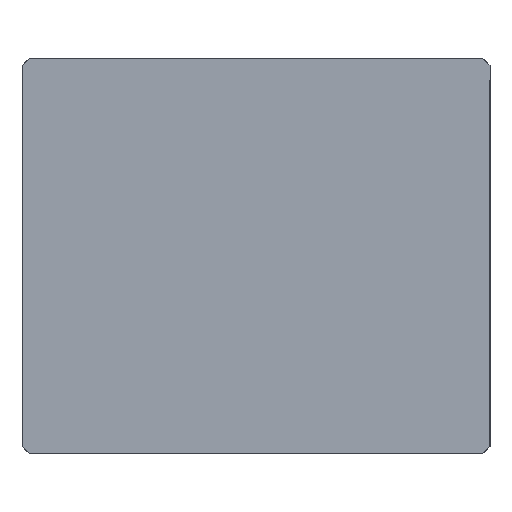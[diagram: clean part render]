
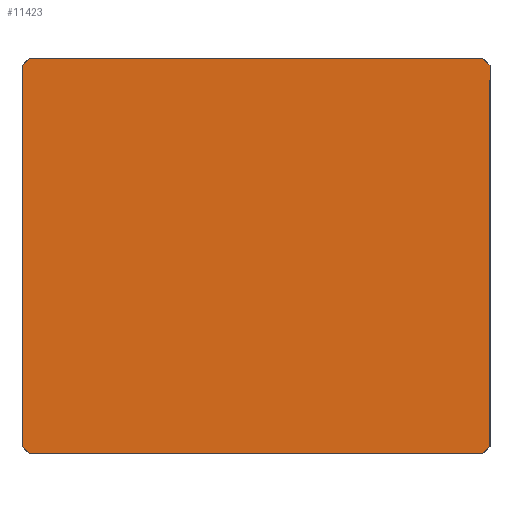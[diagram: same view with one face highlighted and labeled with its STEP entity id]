
A CAD part, front view. The second image highlights one B-rep face of the part: STEP entity #11423.
In plain terms, the highlighted planar face has unit normal (0, -1, 0).
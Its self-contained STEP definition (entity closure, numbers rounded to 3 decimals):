
#1762=FACE_OUTER_BOUND('',#2443,.T.);
#2443=EDGE_LOOP('',(#10527,#10528,#10529,#10530,#10531,#10532,#10533,#10534));
#3339=LINE('',#22301,#4310);
#3360=LINE('',#22351,#4331);
#3362=LINE('',#22355,#4333);
#3365=LINE('',#22361,#4336);
#3368=LINE('',#22366,#4339);
#3370=LINE('',#22370,#4341);
#3371=LINE('',#22372,#4342);
#3414=LINE('',#22511,#4385);
#4310=VECTOR('',#13144,10.);
#4331=VECTOR('',#13177,10.);
#4333=VECTOR('',#13181,10.);
#4336=VECTOR('',#13186,10.);
#4339=VECTOR('',#13191,10.);
#4341=VECTOR('',#13195,10.);
#4342=VECTOR('',#13198,10.);
#4385=VECTOR('',#13361,10.);
#5438=VERTEX_POINT('',#22298);
#5439=VERTEX_POINT('',#22300);
#5462=VERTEX_POINT('',#22350);
#5463=VERTEX_POINT('',#22354);
#5464=VERTEX_POINT('',#22358);
#5465=VERTEX_POINT('',#22360);
#5466=VERTEX_POINT('',#22364);
#5467=VERTEX_POINT('',#22368);
#7081=EDGE_CURVE('',#5438,#5439,#3339,.T.);
#7106=EDGE_CURVE('',#5462,#5439,#3360,.T.);
#7108=EDGE_CURVE('',#5462,#5463,#3362,.T.);
#7111=EDGE_CURVE('',#5464,#5465,#3365,.T.);
#7114=EDGE_CURVE('',#5464,#5466,#3368,.T.);
#7116=EDGE_CURVE('',#5467,#5466,#3370,.T.);
#7117=EDGE_CURVE('',#5467,#5463,#3371,.T.);
#7180=EDGE_CURVE('',#5438,#5465,#3414,.T.);
#10527=ORIENTED_EDGE('',*,*,#7081,.F.);
#10528=ORIENTED_EDGE('',*,*,#7180,.T.);
#10529=ORIENTED_EDGE('',*,*,#7111,.F.);
#10530=ORIENTED_EDGE('',*,*,#7114,.T.);
#10531=ORIENTED_EDGE('',*,*,#7116,.F.);
#10532=ORIENTED_EDGE('',*,*,#7117,.T.);
#10533=ORIENTED_EDGE('',*,*,#7108,.F.);
#10534=ORIENTED_EDGE('',*,*,#7106,.T.);
#10802=PLANE('',#11755);
#11423=ADVANCED_FACE('',(#1762),#10802,.F.);
#11755=AXIS2_PLACEMENT_3D('',#22512,#13362,#13363);
#13144=DIRECTION('',(0.707,0.,-0.707));
#13177=DIRECTION('',(0.,0.,1.));
#13181=DIRECTION('',(-0.707,0.,-0.707));
#13186=DIRECTION('',(0.707,0.,0.707));
#13191=DIRECTION('',(0.,0.,-1.));
#13195=DIRECTION('',(-0.707,0.,0.707));
#13198=DIRECTION('',(1.,0.,0.));
#13361=DIRECTION('',(-1.,0.,0.));
#13362=DIRECTION('center_axis',(0.,1.,0.));
#13363=DIRECTION('ref_axis',(1.,0.,0.));
#22298=CARTESIAN_POINT('',(31.5,0.,27.5));
#22300=CARTESIAN_POINT('',(32.5,0.,26.5));
#22301=CARTESIAN_POINT('',(30.75,0.,28.25));
#22350=CARTESIAN_POINT('',(32.5,0.,-26.5));
#22351=CARTESIAN_POINT('',(32.5,0.,-27.5));
#22354=CARTESIAN_POINT('',(31.5,0.,-27.5));
#22355=CARTESIAN_POINT('',(30.75,0.,-28.25));
#22358=CARTESIAN_POINT('',(-32.5,0.,26.5));
#22360=CARTESIAN_POINT('',(-31.5,0.,27.5));
#22361=CARTESIAN_POINT('',(-30.75,0.,28.25));
#22364=CARTESIAN_POINT('',(-32.5,0.,-26.5));
#22366=CARTESIAN_POINT('',(-32.5,0.,27.5));
#22368=CARTESIAN_POINT('',(-31.5,0.,-27.5));
#22370=CARTESIAN_POINT('',(-30.75,0.,-28.25));
#22372=CARTESIAN_POINT('',(-32.5,0.,-27.5));
#22511=CARTESIAN_POINT('',(32.5,0.,27.5));
#22512=CARTESIAN_POINT('Origin',(0.,0.,0.));
